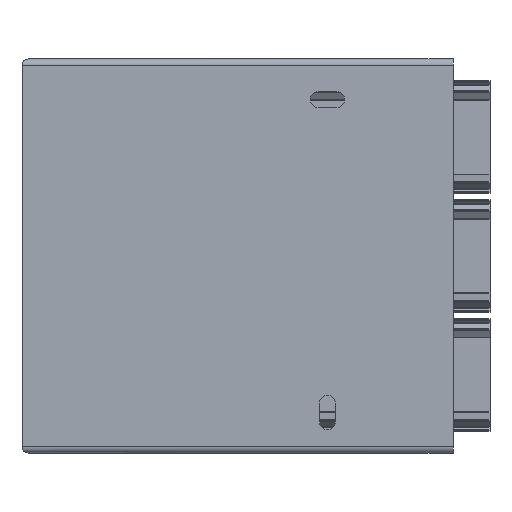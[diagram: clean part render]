
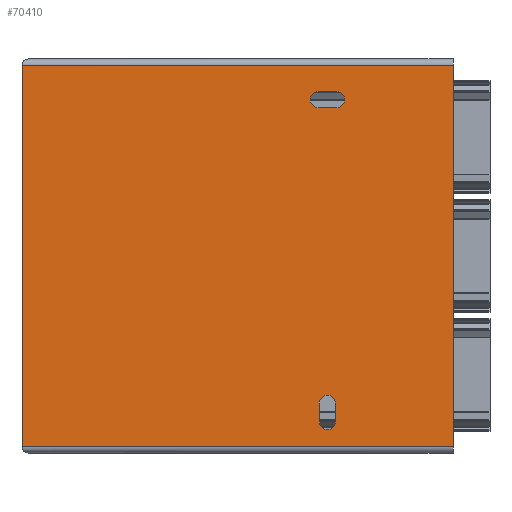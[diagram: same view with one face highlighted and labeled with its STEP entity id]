
A CAD part, left-side view. The second image highlights one B-rep face of the part: STEP entity #70410.
In plain terms, the highlighted face is planar.
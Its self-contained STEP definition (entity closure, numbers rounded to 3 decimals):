
#4710=CARTESIAN_POINT('',(81.403,280.815,
-75.579));
#4720=DIRECTION('',(0.,1.,0.));
#4730=DIRECTION('',(0.,0.,1.));
#4740=AXIS2_PLACEMENT_3D('',#4710,#4720,#4730);
#4750=CIRCLE('',#4740,3.25);
#4760=CARTESIAN_POINT('',(81.403,280.815,
-78.829));
#4770=VERTEX_POINT('',#4760);
#4780=CARTESIAN_POINT('',(78.153,280.815,
-75.579));
#4790=VERTEX_POINT('',#4780);
#4800=EDGE_CURVE('',#4770,#4790,#4750,.T.);
#5130=CARTESIAN_POINT('',(-49.,280.815,58.421));
#5140=DIRECTION('',(1.,0.,0.));
#5150=VECTOR('',#5140,1.);
#5160=LINE('',#5130,#5150);
#5170=CARTESIAN_POINT('',(77.653,280.815,
58.421));
#5180=VERTEX_POINT('',#5170);
#5190=CARTESIAN_POINT('',(85.153,280.815,
58.421));
#5200=VERTEX_POINT('',#5190);
#5210=EDGE_CURVE('',#5180,#5200,#5160,.T.);
#5440=CARTESIAN_POINT('',(85.153,280.815,
55.171));
#5450=DIRECTION('',(0.,1.,0.));
#5460=DIRECTION('',(-1.,0.,0.));
#5470=AXIS2_PLACEMENT_3D('',#5440,#5450,#5460);
#5480=CIRCLE('',#5470,3.25);
#5490=CARTESIAN_POINT('',(88.403,280.815,
55.171));
#5500=VERTEX_POINT('',#5490);
#5510=CARTESIAN_POINT('',(85.153,280.815,
51.921));
#5520=VERTEX_POINT('',#5510);
#5530=EDGE_CURVE('',#5500,#5520,#5480,.T.);
#11390=CARTESIAN_POINT('',(77.653,280.815,
55.171));
#11400=DIRECTION('',(0.,1.,0.));
#11410=DIRECTION('',(-1.,0.,0.));
#11420=AXIS2_PLACEMENT_3D('',#11390,#11400,#11410);
#11430=CIRCLE('',#11420,3.25);
#11440=CARTESIAN_POINT('',(74.403,280.815,
55.171));
#11450=VERTEX_POINT('',#11440);
#11460=EDGE_CURVE('',#11450,#5180,#11430,.T.);
#21670=CARTESIAN_POINT('',(30.403,280.815,
-85.829));
#21680=VERTEX_POINT('',#21670);
#21710=CARTESIAN_POINT('',(30.403,280.815,0.));
#21720=DIRECTION('',(0.,0.,1.));
#21730=VECTOR('',#21720,1.);
#21740=LINE('',#21710,#21730);
#21750=CARTESIAN_POINT('',(30.403,280.815,
69.171));
#21760=VERTEX_POINT('',#21750);
#21770=EDGE_CURVE('',#21680,#21760,#21740,.T.);
#22520=CARTESIAN_POINT('',(0.,280.815,69.171));
#22530=DIRECTION('',(-1.,0.,0.));
#22540=VECTOR('',#22530,1.);
#22550=LINE('',#22520,#22540);
#22560=CARTESIAN_POINT('',(205.403,280.815,
69.171));
#22570=VERTEX_POINT('',#22560);
#22580=EDGE_CURVE('',#22570,#21760,#22550,.T.);
#23760=CARTESIAN_POINT('',(-49.,280.815,51.921));
#23770=DIRECTION('',(-1.,0.,0.));
#23780=VECTOR('',#23770,1.);
#23790=LINE('',#23760,#23780);
#23800=CARTESIAN_POINT('',(77.653,280.815,
51.921));
#23810=VERTEX_POINT('',#23800);
#23820=EDGE_CURVE('',#5520,#23810,#23790,.T.);
#27880=CARTESIAN_POINT('',(81.403,280.815,
-68.079));
#27890=DIRECTION('',(0.,1.,0.));
#27900=DIRECTION('',(0.,0.,1.));
#27910=AXIS2_PLACEMENT_3D('',#27880,#27890,#27900);
#27920=CIRCLE('',#27910,3.25);
#27930=CARTESIAN_POINT('',(81.403,280.815,
-64.829));
#27940=VERTEX_POINT('',#27930);
#27950=CARTESIAN_POINT('',(84.653,280.815,
-68.079));
#27960=VERTEX_POINT('',#27950);
#27970=EDGE_CURVE('',#27940,#27960,#27920,.T.);
#28200=CARTESIAN_POINT('',(84.653,280.815,0.));
#28210=DIRECTION('',(0.,0.,-1.));
#28220=VECTOR('',#28210,1.);
#28230=LINE('',#28200,#28220);
#28240=CARTESIAN_POINT('',(84.653,280.815,
-75.579));
#28250=VERTEX_POINT('',#28240);
#28260=EDGE_CURVE('',#27960,#28250,#28230,.T.);
#28440=CARTESIAN_POINT('',(78.153,280.815,0.));
#28450=DIRECTION('',(0.,0.,1.));
#28460=VECTOR('',#28450,1.);
#28470=LINE('',#28440,#28460);
#28480=CARTESIAN_POINT('',(78.153,280.815,
-68.079));
#28490=VERTEX_POINT('',#28480);
#28500=EDGE_CURVE('',#4790,#28490,#28470,.T.);
#48520=EDGE_CURVE('',#28250,#4770,#4750,.T.);
#48600=EDGE_CURVE('',#5200,#5500,#5480,.T.);
#48840=EDGE_CURVE('',#28490,#27940,#27920,.T.);
#48920=EDGE_CURVE('',#23810,#11450,#11430,.T.);
#64470=CARTESIAN_POINT('',(0.,280.815,-85.829));
#64480=DIRECTION('',(1.,0.,0.));
#64490=VECTOR('',#64480,1.);
#64500=LINE('',#64470,#64490);
#64510=CARTESIAN_POINT('',(205.403,280.815,
-85.829));
#64520=VERTEX_POINT('',#64510);
#64530=EDGE_CURVE('',#21680,#64520,#64500,.T.);
#70090=CARTESIAN_POINT('',(180.403,280.815,
-133.329));
#70100=DIRECTION('',(0.,1.,0.));
#70110=DIRECTION('',(0.,0.,-1.));
#70120=AXIS2_PLACEMENT_3D('',#70090,#70100,#70110);
#70130=PLANE('',#70120);
#70140=ORIENTED_EDGE('',*,*,#23820,.F.);
#70150=ORIENTED_EDGE('',*,*,#48920,.F.);
#70160=ORIENTED_EDGE('',*,*,#11460,.F.);
#70170=ORIENTED_EDGE('',*,*,#5210,.F.);
#70180=ORIENTED_EDGE('',*,*,#48600,.F.);
#70190=ORIENTED_EDGE('',*,*,#5530,.F.);
#70200=EDGE_LOOP('',(#70190,#70180,#70170,#70160,#70150,#70140));
#70210=FACE_BOUND('',#70200,.T.);
#70220=ORIENTED_EDGE('',*,*,#28260,.F.);
#70230=ORIENTED_EDGE('',*,*,#48520,.F.);
#70240=ORIENTED_EDGE('',*,*,#4800,.F.);
#70250=ORIENTED_EDGE('',*,*,#28500,.F.);
#70260=ORIENTED_EDGE('',*,*,#48840,.F.);
#70270=ORIENTED_EDGE('',*,*,#27970,.F.);
#70280=EDGE_LOOP('',(#70270,#70260,#70250,#70240,#70230,#70220));
#70290=FACE_BOUND('',#70280,.T.);
#70300=ORIENTED_EDGE('',*,*,#22580,.F.);
#70310=ORIENTED_EDGE('',*,*,#21770,.T.);
#70320=ORIENTED_EDGE('',*,*,#64530,.F.);
#70330=CARTESIAN_POINT('',(205.403,280.815,0.));
#70340=DIRECTION('',(0.,0.,-1.));
#70350=VECTOR('',#70340,1.);
#70360=LINE('',#70330,#70350);
#70370=EDGE_CURVE('',#22570,#64520,#70360,.T.);
#70380=ORIENTED_EDGE('',*,*,#70370,.T.);
#70390=EDGE_LOOP('',(#70380,#70320,#70310,#70300));
#70400=FACE_OUTER_BOUND('',#70390,.T.);
#70410=ADVANCED_FACE('',(#70210,#70290,#70400),#70130,.T.);
